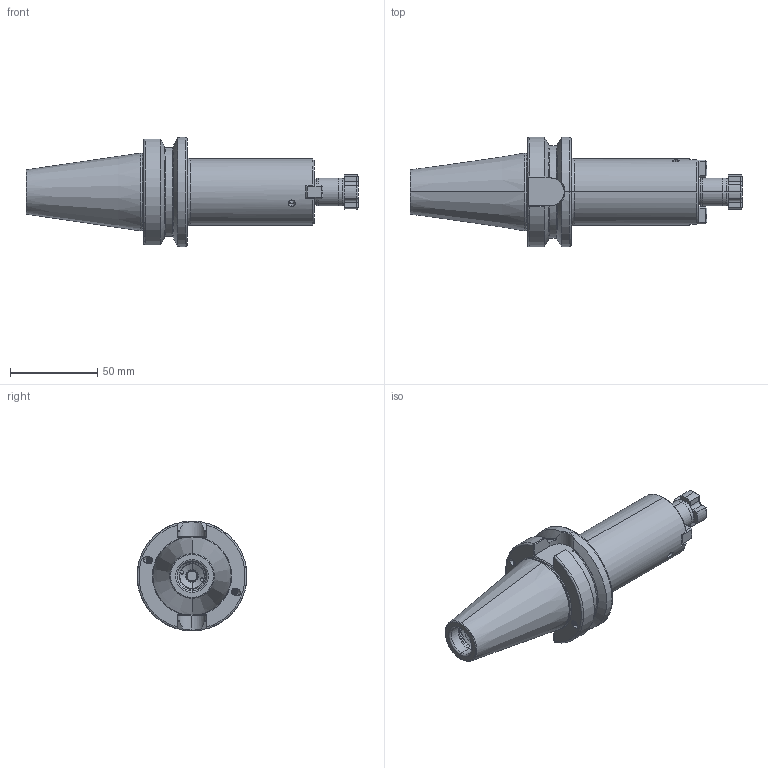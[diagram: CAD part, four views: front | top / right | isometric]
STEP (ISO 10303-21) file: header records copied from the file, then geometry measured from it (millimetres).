
FILE_DESCRIPTION (( 'STEP AP203' ), '1' );
FILE_NAME ('406.11.16.1.STEP', '2016-11-26T02:29:09', ( '' ), ( '' ), 'SwSTEP 2.0', 'SolidWorks 2012', '' );
FILE_SCHEMA (( 'CONFIG_CONTROL_DESIGN' ));
Length unit declared in the file: millimetre
Products named in the file (5): 406.11.16.1; 面銑刀墊塊16; 102.11.16_M3xP0.5-12L; 十字螺絲FMB16
Assembly tree (6 placements, depth 2):
  406.11.16.1
    406.11.16.1
    十字螺絲FMB16
    102.11.16_M3xP0.5-12L  x2
    面銑刀墊塊16  x2
Bounding box: 190.4 x 63 x 63 mm (x, y, z)
Volume: 195698.8 mm3; surface area: 41479.3 mm2
Topology: 6 solids, 6 shells, 617 faces, 1628 edges, 1024 vertices
Faces by surface type: cylinder 328, plane 151, torus 53, cone 52, bspline 33
Entity records: 31519 total; most frequent: CARTESIAN_POINT 19882, ORIENTED_EDGE 2680, DIRECTION 2001, EDGE_CURVE 1340, VERTEX_POINT 848, AXIS2_PLACEMENT_3D 753, EDGE_LOOP 522, FACE_OUTER_BOUND 503
